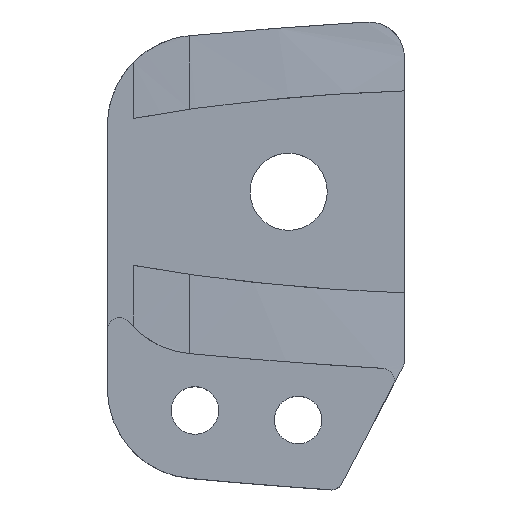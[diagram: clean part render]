
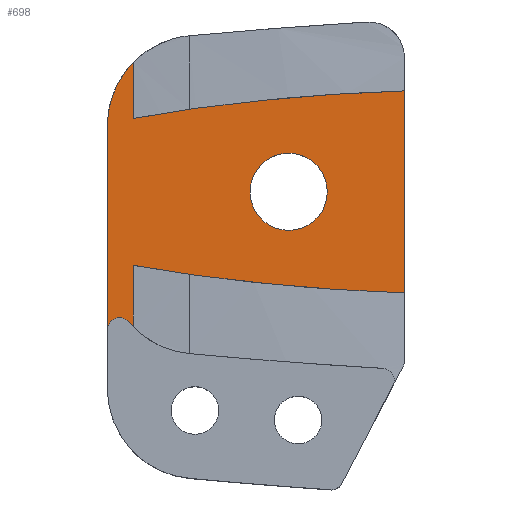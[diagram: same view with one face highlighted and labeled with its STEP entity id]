
A CAD part, top view. The second image highlights one B-rep face of the part: STEP entity #698.
In plain terms, the highlighted planar face has unit normal (0, 0, 1).
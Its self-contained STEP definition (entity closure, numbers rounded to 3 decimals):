
#39=LINE('',#1126,#81);
#40=LINE('',#1133,#82);
#48=LINE('',#1187,#90);
#53=LINE('',#1205,#95);
#54=LINE('',#1210,#96);
#55=LINE('',#1211,#97);
#81=VECTOR('',#888,1000.);
#82=VECTOR('',#891,1000.);
#90=VECTOR('',#913,1000.);
#95=VECTOR('',#932,1000.);
#96=VECTOR('',#937,1000.);
#97=VECTOR('',#938,1000.);
#116=PLANE('',#779);
#220=ORIENTED_EDGE('',*,*,#409,.T.);
#221=ORIENTED_EDGE('',*,*,#381,.T.);
#222=ORIENTED_EDGE('',*,*,#410,.F.);
#223=ORIENTED_EDGE('',*,*,#411,.F.);
#224=ORIENTED_EDGE('',*,*,#401,.F.);
#225=ORIENTED_EDGE('',*,*,#412,.F.);
#226=ORIENTED_EDGE('',*,*,#413,.F.);
#227=ORIENTED_EDGE('',*,*,#383,.T.);
#228=ORIENTED_EDGE('',*,*,#408,.T.);
#229=ORIENTED_EDGE('',*,*,#414,.T.);
#230=ORIENTED_EDGE('',*,*,#374,.T.);
#231=ORIENTED_EDGE('',*,*,#415,.T.);
#374=EDGE_CURVE('',#469,#471,#530,.F.);
#381=EDGE_CURVE('',#479,#478,#39,.T.);
#383=EDGE_CURVE('',#480,#481,#40,.T.);
#401=EDGE_CURVE('',#493,#494,#48,.T.);
#408=EDGE_CURVE('',#481,#498,#534,.T.);
#409=EDGE_CURVE('',#499,#499,#535,.T.);
#410=EDGE_CURVE('',#500,#478,#53,.T.);
#411=EDGE_CURVE('',#494,#500,#536,.T.);
#412=EDGE_CURVE('',#501,#493,#537,.T.);
#413=EDGE_CURVE('',#480,#501,#54,.T.);
#414=EDGE_CURVE('',#498,#469,#55,.T.);
#415=EDGE_CURVE('',#471,#479,#538,.T.);
#469=VERTEX_POINT('',#1101);
#471=VERTEX_POINT('',#1105);
#478=VERTEX_POINT('',#1125);
#479=VERTEX_POINT('',#1127);
#480=VERTEX_POINT('',#1134);
#481=VERTEX_POINT('',#1135);
#493=VERTEX_POINT('',#1186);
#494=VERTEX_POINT('',#1188);
#498=VERTEX_POINT('',#1200);
#499=VERTEX_POINT('',#1204);
#500=VERTEX_POINT('',#1206);
#501=VERTEX_POINT('',#1209);
#530=CIRCLE('',#761,1.);
#534=CIRCLE('',#778,7.592);
#535=CIRCLE('',#780,3.25);
#536=CIRCLE('',#781,174.728);
#537=CIRCLE('',#782,168.699);
#538=CIRCLE('',#783,7.592);
#568=EDGE_LOOP('',(#220));
#569=EDGE_LOOP('',(#221,#222,#223,#224,#225,#226,#227,#228,#229,#230,#231));
#623=FACE_BOUND('',#568,.T.);
#624=FACE_BOUND('',#569,.T.);
#698=ADVANCED_FACE('',(#623,#624),#116,.T.);
#761=AXIS2_PLACEMENT_3D('',#1106,#875,#876);
#778=AXIS2_PLACEMENT_3D('',#1201,#926,#927);
#779=AXIS2_PLACEMENT_3D('',#1202,#928,#929);
#780=AXIS2_PLACEMENT_3D('',#1203,#930,#931);
#781=AXIS2_PLACEMENT_3D('',#1207,#933,#934);
#782=AXIS2_PLACEMENT_3D('',#1208,#935,#936);
#783=AXIS2_PLACEMENT_3D('',#1212,#939,#940);
#875=DIRECTION('',(0.,0.,1.));
#876=DIRECTION('',(1.,0.,0.));
#888=DIRECTION('',(0.,1.,0.));
#891=DIRECTION('',(0.,1.,0.));
#913=DIRECTION('',(0.,-1.,0.));
#926=DIRECTION('',(0.,0.,1.));
#927=DIRECTION('',(1.,0.,0.));
#928=DIRECTION('',(0.,0.,1.));
#929=DIRECTION('',(1.,0.,0.));
#930=DIRECTION('',(0.,0.,-1.));
#931=DIRECTION('',(1.,0.,0.));
#932=DIRECTION('',(-0.988,0.156,0.));
#933=DIRECTION('',(0.,0.,-1.));
#934=DIRECTION('',(1.,0.,0.));
#935=DIRECTION('',(0.,0.,-1.));
#936=DIRECTION('',(1.,0.,0.));
#937=DIRECTION('',(0.987,0.159,0.));
#938=DIRECTION('',(0.,-1.,0.));
#939=DIRECTION('',(0.,0.,1.));
#940=DIRECTION('',(1.,0.,0.));
#1101=CARTESIAN_POINT('',(-15.25,-11.598,-5.));
#1105=CARTESIAN_POINT('',(-13.484,-10.956,-5.));
#1106=CARTESIAN_POINT('',(-14.25,-11.598,-5.));
#1125=CARTESIAN_POINT('',(-13.084,-6.195,-5.));
#1126=CARTESIAN_POINT('',(-13.084,-31.174,-5.));
#1127=CARTESIAN_POINT('',(-13.084,-11.396,-5.));
#1133=CARTESIAN_POINT('',(-13.084,-31.174,-5.));
#1134=CARTESIAN_POINT('',(-13.084,6.175,-5.));
#1135=CARTESIAN_POINT('',(-13.084,10.896,-5.));
#1186=CARTESIAN_POINT('',(9.75,8.494,-5.));
#1187=CARTESIAN_POINT('',(9.75,-8.639,-5.));
#1188=CARTESIAN_POINT('',(9.75,-8.514,-5.));
#1200=CARTESIAN_POINT('',(-15.25,5.964,-5.));
#1201=CARTESIAN_POINT('',(-7.668,5.576,-5.));
#1202=CARTESIAN_POINT('',(-7.668,-5.576,-5.));
#1203=CARTESIAN_POINT('',(0.,0.,-5.));
#1204=CARTESIAN_POINT('',(3.25,0.,-5.));
#1205=CARTESIAN_POINT('',(-10.448,-6.611,-5.));
#1206=CARTESIAN_POINT('',(-7.813,-7.026,-5.));
#1207=CARTESIAN_POINT('',(15.693,166.113,-5.));
#1208=CARTESIAN_POINT('',(15.002,-160.123,-5.));
#1209=CARTESIAN_POINT('',(-7.813,7.026,-5.));
#1210=CARTESIAN_POINT('',(-10.448,6.601,-5.));
#1211=CARTESIAN_POINT('',(-15.25,5.964,-5.));
#1212=CARTESIAN_POINT('',(-7.668,-6.076,-5.));
